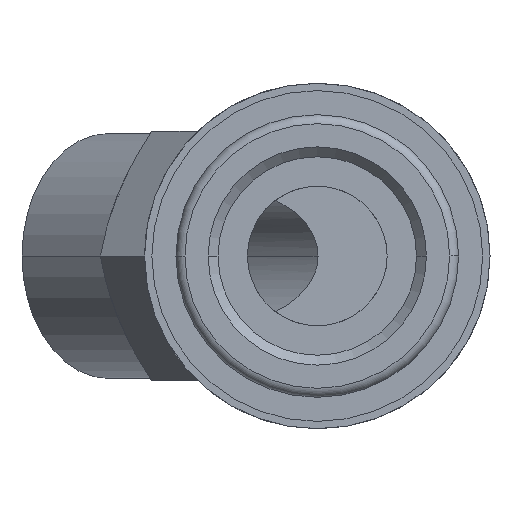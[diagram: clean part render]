
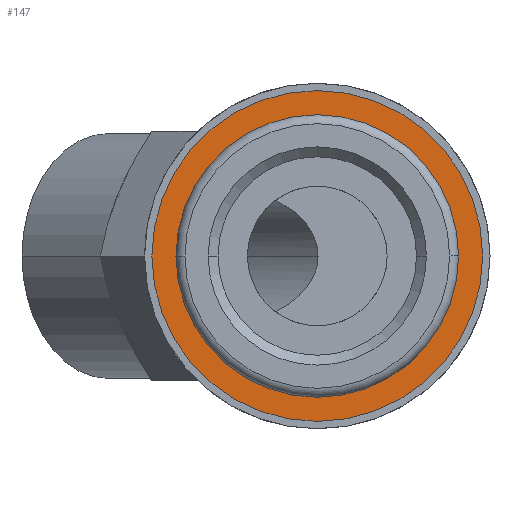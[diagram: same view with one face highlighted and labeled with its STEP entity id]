
A CAD part, front view. The second image highlights one B-rep face of the part: STEP entity #147.
In plain terms, the highlighted planar face has unit normal (0, -1, 0).
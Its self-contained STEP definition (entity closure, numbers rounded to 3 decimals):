
#147=ADVANCED_FACE('',(#332,#333),#334,.T.);
#332=FACE_BOUND('',#556,.T.);
#333=FACE_OUTER_BOUND('',#557,.T.);
#334=PLANE('',#558);
#556=EDGE_LOOP('',(#908,#909,#910));
#557=EDGE_LOOP('',(#911,#912));
#558=AXIS2_PLACEMENT_3D('',#913,#914,#915);
#908=ORIENTED_EDGE('',*,*,#1392,.T.);
#909=ORIENTED_EDGE('',*,*,#1340,.T.);
#910=ORIENTED_EDGE('',*,*,#1393,.T.);
#911=ORIENTED_EDGE('',*,*,#1355,.F.);
#912=ORIENTED_EDGE('',*,*,#1394,.F.);
#913=CARTESIAN_POINT('',(5.625,3.6,0.0));
#914=DIRECTION('',(-0.0,-1.0,-0.0));
#915=DIRECTION('',(-1.0,0.0,0.0));
#1340=EDGE_CURVE('',#1609,#1607,#1610,.T.);
#1355=EDGE_CURVE('',#1628,#1630,#1631,.T.);
#1392=EDGE_CURVE('',#1685,#1609,#1686,.T.);
#1393=EDGE_CURVE('',#1607,#1685,#1687,.T.);
#1394=EDGE_CURVE('',#1630,#1628,#1688,.T.);
#1607=VERTEX_POINT('',#2050);
#1609=VERTEX_POINT('',#2052);
#1610=CIRCLE('',#2053,9.156);
#1628=VERTEX_POINT('',#2075);
#1630=VERTEX_POINT('',#2078);
#1631=CIRCLE('',#2079,11.25);
#1685=VERTEX_POINT('',#2203);
#1686=CIRCLE('',#2204,9.156);
#1687=CIRCLE('',#2205,9.156);
#1688=CIRCLE('',#2206,11.25);
#2050=CARTESIAN_POINT('',(-9.156,3.6,0.));
#2052=CARTESIAN_POINT('',(9.156,3.6,0.));
#2053=AXIS2_PLACEMENT_3D('',#2624,#2625,#2626);
#2075=CARTESIAN_POINT('',(11.25,3.6,0.0));
#2078=CARTESIAN_POINT('',(-11.25,3.6,0.));
#2079=AXIS2_PLACEMENT_3D('',#2647,#2648,#2649);
#2203=CARTESIAN_POINT('',(0.,3.6,9.156));
#2204=AXIS2_PLACEMENT_3D('',#2689,#2690,#2691);
#2205=AXIS2_PLACEMENT_3D('',#2692,#2693,#2694);
#2206=AXIS2_PLACEMENT_3D('',#2695,#2696,#2697);
#2624=CARTESIAN_POINT('',(0.0,3.6,0.0));
#2625=DIRECTION('',(0.0,1.0,0.0));
#2626=DIRECTION('',(0.0,0.0,-1.0));
#2647=CARTESIAN_POINT('',(0.0,3.6,0.0));
#2648=DIRECTION('',(-0.0,1.0,0.0));
#2649=DIRECTION('',(1.0,0.0,0.0));
#2689=CARTESIAN_POINT('',(0.0,3.6,0.0));
#2690=DIRECTION('',(0.0,1.0,0.0));
#2691=DIRECTION('',(0.0,0.0,-1.0));
#2692=CARTESIAN_POINT('',(0.0,3.6,0.0));
#2693=DIRECTION('',(0.0,1.0,0.0));
#2694=DIRECTION('',(0.0,0.0,-1.0));
#2695=CARTESIAN_POINT('',(0.0,3.6,0.0));
#2696=DIRECTION('',(-0.0,1.0,0.0));
#2697=DIRECTION('',(1.0,0.0,0.0));
